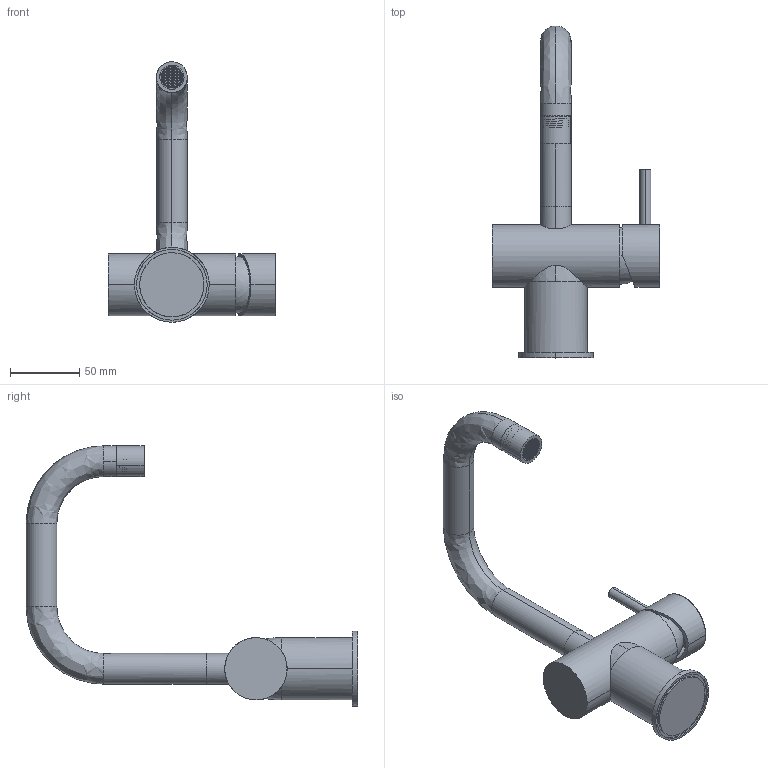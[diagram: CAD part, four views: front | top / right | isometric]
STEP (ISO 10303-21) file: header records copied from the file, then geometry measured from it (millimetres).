
FILE_DESCRIPTION (( 'STEP AP214' ), '1' );
FILE_NAME ('SUSSEX_SCALA_SSMQSRH_sink_mixer_square_small_rh_shell.STEP', '2021-06-24T05:40:54', ( '' ), ( '' ), 'SwSTEP 2.0', 'SolidWorks 2020', '' );
FILE_SCHEMA (( 'AUTOMOTIVE_DESIGN' ));
Length unit declared in the file: millimetre
Products named in the file (1): SUSSEX_SCALA_SSMQSRH_sink_mixer_square_small_rh_shell
Bounding box: 121.1 x 239.63 x 188.11 mm (x, y, z)
Volume: 384032.5 mm3; surface area: 76448.8 mm2
Topology: 10 solids, 10 shells, 1688 faces, 4369 edges, 2921 vertices
Faces by surface type: plane 1497, cylinder 106, bspline 74, cone 9, sphere 2
Entity records: 71094 total; most frequent: CARTESIAN_POINT 12865, ORIENTED_EDGE 8734, DIRECTION 7577, EDGE_CURVE 4367, VECTOR 3911, LINE 3911, VERTEX_POINT 2921, EDGE_LOOP 1912
